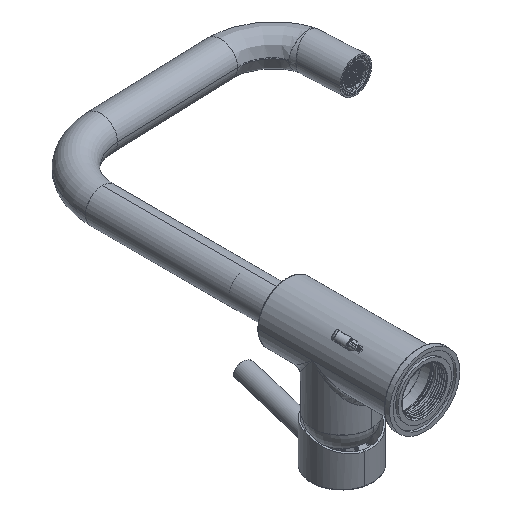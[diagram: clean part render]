
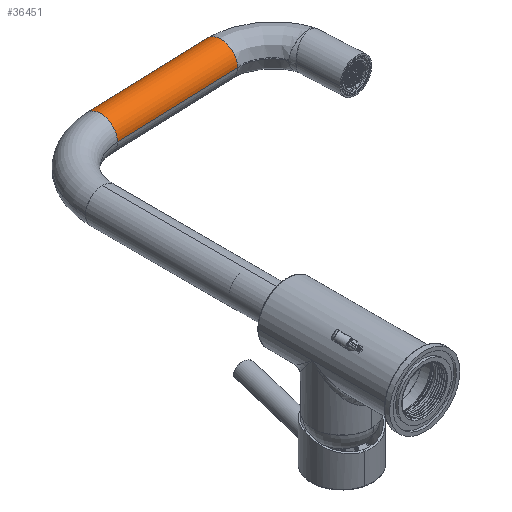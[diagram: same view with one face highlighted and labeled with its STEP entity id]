
A CAD part, isometric view. The second image highlights one B-rep face of the part: STEP entity #36451.
In plain terms, the highlighted cylindrical face has radius 12 mm (diameter 24 mm), a partial arc.
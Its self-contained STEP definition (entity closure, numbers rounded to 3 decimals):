
#201 = ORIENTED_EDGE ( 'NONE', *, *, #36910, .T. ) ;
#5135 = CARTESIAN_POINT ( 'NONE',  ( 43.493, 282.902, 0. ) ) ;
#5528 = VERTEX_POINT ( 'NONE', #12930 ) ;
#5721 = DIRECTION ( 'NONE',  ( -0.999, -0.035, 0. ) ) ;
#6156 = DIRECTION ( 'NONE',  ( -0.035, 0.999, 0. ) ) ;
#6575 = EDGE_CURVE ( 'NONE', #5528, #44548, #11367, .T. ) ;
#8698 = ORIENTED_EDGE ( 'NONE', *, *, #11877, .T. ) ;
#10425 = CYLINDRICAL_SURFACE ( 'NONE', #23925, 12. ) ;
#11367 = CIRCLE ( 'NONE', #22223, 12. ) ;
#11877 = EDGE_CURVE ( 'NONE', #49071, #40075, #24784, .T. ) ;
#12930 = CARTESIAN_POINT ( 'NONE',  ( 44.331, 258.916, 0. ) ) ;
#13425 = VECTOR ( 'NONE', #22496, 1000. ) ;
#14680 = CARTESIAN_POINT ( 'NONE',  ( 43.912, 270.909, 0. ) ) ;
#15204 = CARTESIAN_POINT ( 'NONE',  ( 43.912, 270.909, 0. ) ) ;
#20675 = ORIENTED_EDGE ( 'NONE', *, *, #45464, .F. ) ;
#21579 = CARTESIAN_POINT ( 'NONE',  ( 43.493, 282.902, 0. ) ) ;
#22223 = AXIS2_PLACEMENT_3D ( 'NONE', #15204, #28027, #41776 ) ;
#22496 = DIRECTION ( 'NONE',  ( 0.999, 0.035, 0. ) ) ;
#23925 = AXIS2_PLACEMENT_3D ( 'NONE', #14680, #45235, #6156 ) ;
#24768 = DIRECTION ( 'NONE',  ( 0.999, 0.035, 0. ) ) ;
#24784 = CIRCLE ( 'NONE', #46690, 12. ) ;
#28027 = DIRECTION ( 'NONE',  ( -0.999, -0.035, 0. ) ) ;
#29329 = LINE ( 'NONE', #41955, #36824 ) ;
#36226 = DIRECTION ( 'NONE',  ( 0.035, -0.999, 0. ) ) ;
#36451 = ADVANCED_FACE ( 'NONE', ( #37251 ), #10425, .T. ) ;
#36824 = VECTOR ( 'NONE', #24768, 1000. ) ;
#36910 = EDGE_CURVE ( 'NONE', #5528, #49071, #29329, .T. ) ;
#37251 = FACE_OUTER_BOUND ( 'NONE', #52872, .T. ) ;
#40075 = VERTEX_POINT ( 'NONE', #50312 ) ;
#40334 = CARTESIAN_POINT ( 'NONE',  ( 132.843, 262.007, 0. ) ) ;
#41776 = DIRECTION ( 'NONE',  ( 0.035, -0.999, 0. ) ) ;
#41955 = CARTESIAN_POINT ( 'NONE',  ( 44.331, 258.916, 0. ) ) ;
#44216 = LINE ( 'NONE', #5135, #13425 ) ;
#44548 = VERTEX_POINT ( 'NONE', #21579 ) ;
#45235 = DIRECTION ( 'NONE',  ( 0.999, 0.035, 0. ) ) ;
#45464 = EDGE_CURVE ( 'NONE', #44548, #40075, #44216, .T. ) ;
#45660 = CARTESIAN_POINT ( 'NONE',  ( 132.425, 274., 0. ) ) ;
#46690 = AXIS2_PLACEMENT_3D ( 'NONE', #45660, #5721, #36226 ) ;
#49071 = VERTEX_POINT ( 'NONE', #40334 ) ;
#50312 = CARTESIAN_POINT ( 'NONE',  ( 132.006, 285.993, 0. ) ) ;
#52872 = EDGE_LOOP ( 'NONE', ( #52926, #201, #8698, #20675 ) ) ;
#52926 = ORIENTED_EDGE ( 'NONE', *, *, #6575, .F. ) ;
